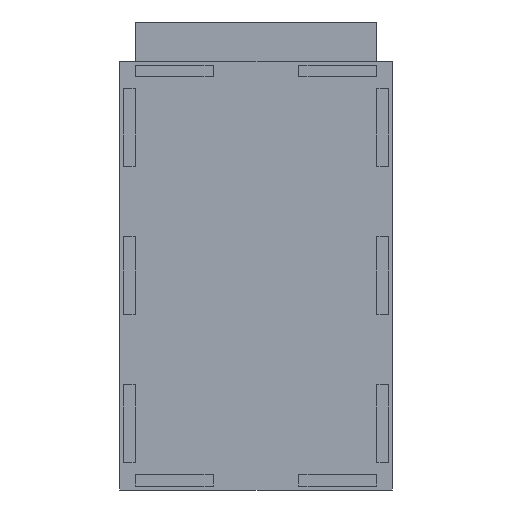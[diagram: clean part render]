
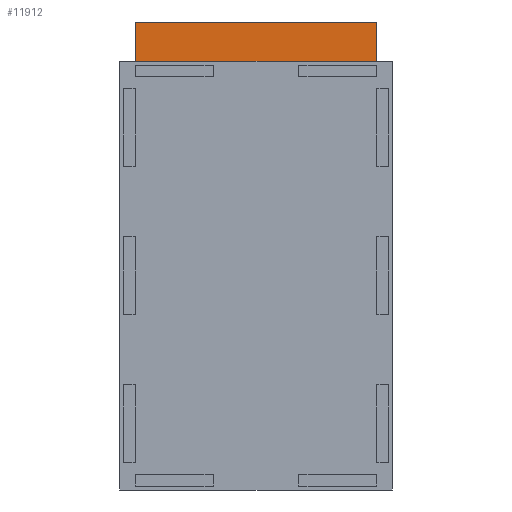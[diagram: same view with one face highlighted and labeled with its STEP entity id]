
A CAD part, front view. The second image highlights one B-rep face of the part: STEP entity #11912.
In plain terms, the highlighted free-form (B-spline) face has degree [1, 1] with [2, 2] control points.
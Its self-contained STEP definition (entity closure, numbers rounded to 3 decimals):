
#11014 = VERTEX_POINT('',#11015);
#11015 = CARTESIAN_POINT('',(-35.024,30.223,
    73.48));
#11020 = EDGE_CURVE('',#11014,#11021,#11023,.T.);
#11021 = VERTEX_POINT('',#11022);
#11022 = CARTESIAN_POINT('',(35.024,30.223,
    73.48));
#11023 = B_SPLINE_CURVE_WITH_KNOTS('',1,(#11024,#11025),.UNSPECIFIED.,
  .F.,.F.,(2,2),(0.,62.),.PIECEWISE_BEZIER_KNOTS.);
#11024 = CARTESIAN_POINT('',(-35.024,30.223,
    73.48));
#11025 = CARTESIAN_POINT('',(35.024,30.223,
    73.48));
#11058 = VERTEX_POINT('',#11059);
#11059 = CARTESIAN_POINT('',(35.024,30.223,
    -46.323));
#11064 = EDGE_CURVE('',#11058,#11065,#11067,.T.);
#11065 = VERTEX_POINT('',#11066);
#11066 = CARTESIAN_POINT('',(-35.024,30.223,
    -46.323));
#11067 = B_SPLINE_CURVE_WITH_KNOTS('',1,(#11068,#11069),.UNSPECIFIED.,
  .F.,.F.,(2,2),(0.,62.),.PIECEWISE_BEZIER_KNOTS.);
#11068 = CARTESIAN_POINT('',(35.024,30.223,
    -46.323));
#11069 = CARTESIAN_POINT('',(-35.024,30.223,
    -46.323));
#11094 = VERTEX_POINT('',#11095);
#11095 = CARTESIAN_POINT('',(-11.298,30.223,
    -39.544));
#11100 = EDGE_CURVE('',#11101,#11094,#11103,.T.);
#11101 = VERTEX_POINT('',#11102);
#11102 = CARTESIAN_POINT('',(11.298,30.223,
    -39.544));
#11103 = B_SPLINE_CURVE_WITH_KNOTS('',1,(#11104,#11105),.UNSPECIFIED.,
  .F.,.F.,(2,2),(-15.,5.),
  .PIECEWISE_BEZIER_KNOTS.);
#11104 = CARTESIAN_POINT('',(11.298,30.223,
    -39.544));
#11105 = CARTESIAN_POINT('',(-11.298,30.223,
    -39.544));
#11606 = EDGE_CURVE('',#11094,#11607,#11609,.T.);
#11607 = VERTEX_POINT('',#11608);
#11608 = CARTESIAN_POINT('',(-11.298,30.223,
    -28.245));
#11609 = ( BOUNDED_CURVE() B_SPLINE_CURVE(2,(#11610,#11611,#11612,#11613
,#11614),.UNSPECIFIED.,.F.,.F.) B_SPLINE_CURVE_WITH_KNOTS((3,2,3),(0.,
1.571,3.142),.PIECEWISE_BEZIER_KNOTS.) CURVE() 
GEOMETRIC_REPRESENTATION_ITEM() RATIONAL_B_SPLINE_CURVE((1.,
0.707,1.,0.707,1.)) REPRESENTATION_ITEM('') );
#11610 = CARTESIAN_POINT('',(-11.298,30.223,
    -39.544));
#11611 = CARTESIAN_POINT('',(-16.947,30.223,
    -39.544));
#11612 = CARTESIAN_POINT('',(-16.947,30.223,
    -33.895));
#11613 = CARTESIAN_POINT('',(-16.947,30.223,
    -28.245));
#11614 = CARTESIAN_POINT('',(-11.298,30.223,
    -28.245));
#11638 = VERTEX_POINT('',#11639);
#11639 = CARTESIAN_POINT('',(11.298,30.223,
    -28.245));
#11644 = EDGE_CURVE('',#11607,#11638,#11645,.T.);
#11645 = B_SPLINE_CURVE_WITH_KNOTS('',1,(#11646,#11647),.UNSPECIFIED.,
  .F.,.F.,(2,2),(-15.,5.),
  .PIECEWISE_BEZIER_KNOTS.);
#11646 = CARTESIAN_POINT('',(-11.298,30.223,
    -28.245));
#11647 = CARTESIAN_POINT('',(11.298,30.223,
    -28.245));
#11660 = EDGE_CURVE('',#11638,#11101,#11661,.T.);
#11661 = ( BOUNDED_CURVE() B_SPLINE_CURVE(2,(#11662,#11663,#11664,#11665
,#11666),.UNSPECIFIED.,.F.,.F.) B_SPLINE_CURVE_WITH_KNOTS((3,2,3),(0.,
1.571,3.142),.PIECEWISE_BEZIER_KNOTS.) CURVE() 
GEOMETRIC_REPRESENTATION_ITEM() RATIONAL_B_SPLINE_CURVE((1.,
0.707,1.,0.707,1.)) REPRESENTATION_ITEM('') );
#11662 = CARTESIAN_POINT('',(11.298,30.223,
    -28.245));
#11663 = CARTESIAN_POINT('',(16.947,30.223,
    -28.245));
#11664 = CARTESIAN_POINT('',(16.947,30.223,
    -33.895));
#11665 = CARTESIAN_POINT('',(16.947,30.223,
    -39.544));
#11666 = CARTESIAN_POINT('',(11.298,30.223,
    -39.544));
#11685 = EDGE_CURVE('',#11686,#11688,#11690,.T.);
#11686 = VERTEX_POINT('',#11687);
#11687 = CARTESIAN_POINT('',(35.024,30.223,
    -32.765));
#11688 = VERTEX_POINT('',#11689);
#11689 = CARTESIAN_POINT('',(39.544,30.223,
    -37.284));
#11690 = B_SPLINE_CURVE_WITH_KNOTS('',1,(#11691,#11692),.UNSPECIFIED.,
  .F.,.F.,(2,2),(24.048,29.705),
  .PIECEWISE_BEZIER_KNOTS.);
#11691 = CARTESIAN_POINT('',(35.024,30.223,
    -32.765));
#11692 = CARTESIAN_POINT('',(39.544,30.223,
    -37.284));
#11713 = EDGE_CURVE('',#11714,#11716,#11718,.T.);
#11714 = VERTEX_POINT('',#11715);
#11715 = CARTESIAN_POINT('',(-39.544,30.223,
    -37.284));
#11716 = VERTEX_POINT('',#11717);
#11717 = CARTESIAN_POINT('',(-35.024,30.223,
    -32.765));
#11718 = B_SPLINE_CURVE_WITH_KNOTS('',1,(#11719,#11720),.UNSPECIFIED.,
  .F.,.F.,(2,2),(-29.705,-24.048),
  .PIECEWISE_BEZIER_KNOTS.);
#11719 = CARTESIAN_POINT('',(-39.544,30.223,
    -37.284));
#11720 = CARTESIAN_POINT('',(-35.024,30.223,
    -32.765));
#11742 = EDGE_CURVE('',#11716,#11014,#11743,.T.);
#11743 = B_SPLINE_CURVE_WITH_KNOTS('',1,(#11744,#11745),.UNSPECIFIED.,
  .F.,.F.,(2,2),(12.,106.037),
  .PIECEWISE_BEZIER_KNOTS.);
#11744 = CARTESIAN_POINT('',(-35.024,30.223,
    -32.765));
#11745 = CARTESIAN_POINT('',(-35.024,30.223,
    73.48));
#11757 = EDGE_CURVE('',#11058,#11758,#11760,.T.);
#11758 = VERTEX_POINT('',#11759);
#11759 = CARTESIAN_POINT('',(35.024,30.223,
    -41.803));
#11760 = B_SPLINE_CURVE_WITH_KNOTS('',1,(#11761,#11762),.UNSPECIFIED.,
  .F.,.F.,(2,2),(0.,4.),.PIECEWISE_BEZIER_KNOTS.);
#11761 = CARTESIAN_POINT('',(35.024,30.223,
    -46.323));
#11762 = CARTESIAN_POINT('',(35.024,30.223,
    -41.803));
#11779 = EDGE_CURVE('',#11758,#11780,#11782,.T.);
#11780 = VERTEX_POINT('',#11781);
#11781 = CARTESIAN_POINT('',(39.544,30.223,
    -41.803));
#11782 = B_SPLINE_CURVE_WITH_KNOTS('',1,(#11783,#11784),.UNSPECIFIED.,
  .F.,.F.,(2,2),(0.,4.),.PIECEWISE_BEZIER_KNOTS.);
#11783 = CARTESIAN_POINT('',(35.024,30.223,
    -41.803));
#11784 = CARTESIAN_POINT('',(39.544,30.223,
    -41.803));
#11801 = EDGE_CURVE('',#11780,#11688,#11802,.T.);
#11802 = B_SPLINE_CURVE_WITH_KNOTS('',1,(#11803,#11804),.UNSPECIFIED.,
  .F.,.F.,(2,2),(0.,4.),.PIECEWISE_BEZIER_KNOTS.);
#11803 = CARTESIAN_POINT('',(39.544,30.223,
    -41.803));
#11804 = CARTESIAN_POINT('',(39.544,30.223,
    -37.284));
#11820 = EDGE_CURVE('',#11021,#11686,#11821,.T.);
#11821 = B_SPLINE_CURVE_WITH_KNOTS('',1,(#11822,#11823),.UNSPECIFIED.,
  .F.,.F.,(2,2),(0.,94.037),.PIECEWISE_BEZIER_KNOTS.);
#11822 = CARTESIAN_POINT('',(35.024,30.223,
    73.48));
#11823 = CARTESIAN_POINT('',(35.024,30.223,
    -32.765));
#11833 = EDGE_CURVE('',#11834,#11714,#11836,.T.);
#11834 = VERTEX_POINT('',#11835);
#11835 = CARTESIAN_POINT('',(-39.544,30.223,
    -41.932));
#11836 = B_SPLINE_CURVE_WITH_KNOTS('',1,(#11837,#11838),.UNSPECIFIED.,
  .F.,.F.,(2,2),(0.,4.114),.PIECEWISE_BEZIER_KNOTS.);
#11837 = CARTESIAN_POINT('',(-39.544,30.223,
    -41.932));
#11838 = CARTESIAN_POINT('',(-39.544,30.223,
    -37.284));
#11855 = EDGE_CURVE('',#11856,#11834,#11858,.T.);
#11856 = VERTEX_POINT('',#11857);
#11857 = CARTESIAN_POINT('',(-35.024,30.223,
    -41.932));
#11858 = B_SPLINE_CURVE_WITH_KNOTS('',1,(#11859,#11860),.UNSPECIFIED.,
  .F.,.F.,(2,2),(0.,4.),.PIECEWISE_BEZIER_KNOTS.);
#11859 = CARTESIAN_POINT('',(-35.024,30.223,
    -41.932));
#11860 = CARTESIAN_POINT('',(-39.544,30.223,
    -41.932));
#11877 = EDGE_CURVE('',#11065,#11856,#11878,.T.);
#11878 = B_SPLINE_CURVE_WITH_KNOTS('',1,(#11879,#11880),.UNSPECIFIED.,
  .F.,.F.,(2,2),(0.,3.886),.PIECEWISE_BEZIER_KNOTS.);
#11879 = CARTESIAN_POINT('',(-35.024,30.223,
    -46.323));
#11880 = CARTESIAN_POINT('',(-35.024,30.223,
    -41.932));
#11912 = ADVANCED_FACE('',(#11913,#11927),#11933,.F.);
#11913 = FACE_BOUND('',#11914,.T.);
#11914 = EDGE_LOOP('',(#11915,#11916,#11917,#11918,#11919,#11920,#11921,
    #11922,#11923,#11924,#11925,#11926));
#11915 = ORIENTED_EDGE('',*,*,#11877,.F.);
#11916 = ORIENTED_EDGE('',*,*,#11064,.F.);
#11917 = ORIENTED_EDGE('',*,*,#11757,.T.);
#11918 = ORIENTED_EDGE('',*,*,#11779,.T.);
#11919 = ORIENTED_EDGE('',*,*,#11801,.T.);
#11920 = ORIENTED_EDGE('',*,*,#11685,.F.);
#11921 = ORIENTED_EDGE('',*,*,#11820,.F.);
#11922 = ORIENTED_EDGE('',*,*,#11020,.F.);
#11923 = ORIENTED_EDGE('',*,*,#11742,.F.);
#11924 = ORIENTED_EDGE('',*,*,#11713,.F.);
#11925 = ORIENTED_EDGE('',*,*,#11833,.F.);
#11926 = ORIENTED_EDGE('',*,*,#11855,.F.);
#11927 = FACE_BOUND('',#11928,.T.);
#11928 = EDGE_LOOP('',(#11929,#11930,#11931,#11932));
#11929 = ORIENTED_EDGE('',*,*,#11644,.T.);
#11930 = ORIENTED_EDGE('',*,*,#11660,.T.);
#11931 = ORIENTED_EDGE('',*,*,#11100,.T.);
#11932 = ORIENTED_EDGE('',*,*,#11606,.T.);
#11933 = B_SPLINE_SURFACE_WITH_KNOTS('',1,1,(
    (#11934,#11935)
    ,(#11936,#11937
    )),.UNSPECIFIED.,.F.,.F.,.F.,(2,2),(2,2),(-35.,
    35.),(-53.019,53.019),
  .PIECEWISE_BEZIER_KNOTS.);
#11934 = CARTESIAN_POINT('',(39.544,30.223,
    -46.323));
#11935 = CARTESIAN_POINT('',(39.544,30.223,
    73.48));
#11936 = CARTESIAN_POINT('',(-39.544,30.223,
    -46.323));
#11937 = CARTESIAN_POINT('',(-39.544,30.223,
    73.48));
